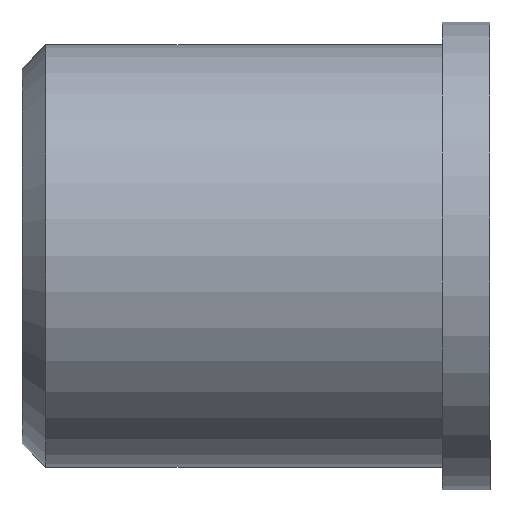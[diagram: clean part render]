
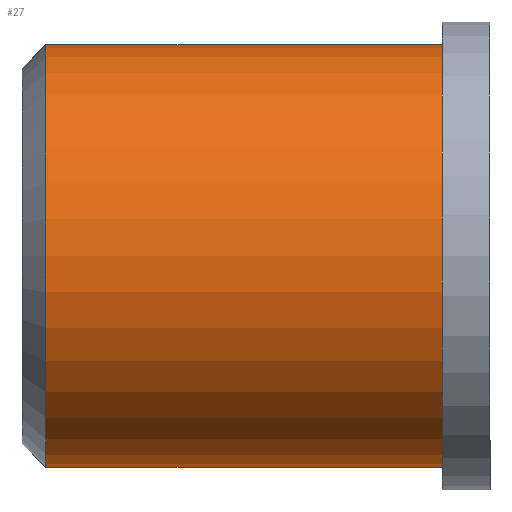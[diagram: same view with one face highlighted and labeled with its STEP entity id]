
A CAD part, top view. The second image highlights one B-rep face of the part: STEP entity #27.
In plain terms, the highlighted cylindrical face has radius 2.261 mm (diameter 4.521 mm), a partial arc.
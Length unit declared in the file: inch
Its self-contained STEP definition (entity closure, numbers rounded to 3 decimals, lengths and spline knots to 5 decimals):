
#3 = EDGE_CURVE ( 'NONE', #4, #29, #137, .T. ) ;
#4 = VERTEX_POINT ( 'NONE', #132 ) ;
#13 = EDGE_CURVE ( 'NONE', #32, #4, #115, .T. ) ;
#18 = ORIENTED_EDGE ( 'NONE', *, *, #13, .F. ) ;
#20 = ORIENTED_EDGE ( 'NONE', *, *, #3, .F. ) ;
#22 = EDGE_LOOP ( 'NONE', ( #25, #23, #20, #18 ) ) ;
#23 = ORIENTED_EDGE ( 'NONE', *, *, #24, .T. ) ;
#24 = EDGE_CURVE ( 'NONE', #33, #29, #155, .T. ) ;
#25 = ORIENTED_EDGE ( 'NONE', *, *, #30, .T. ) ;
#27 = ADVANCED_FACE ( 'NONE', ( #147 ), #146, .T. ) ;
#29 = VERTEX_POINT ( 'NONE', #141 ) ;
#30 = EDGE_CURVE ( 'NONE', #32, #33, #140, .T. ) ;
#32 = VERTEX_POINT ( 'NONE', #198 ) ;
#33 = VERTEX_POINT ( 'NONE', #197 ) ;
#112 = DIRECTION ( 'NONE',  ( 1., 0., 0. ) ) ;
#113 = VECTOR ( 'NONE', #112, 39.37008 ) ;
#114 = CARTESIAN_POINT ( 'NONE',  ( 0., 0.089, 0. ) ) ;
#115 = LINE ( 'NONE', #114, #113 ) ;
#132 = CARTESIAN_POINT ( 'NONE',  ( -0.02, 0.089, 0. ) ) ;
#133 = DIRECTION ( 'NONE',  ( 0., 1., 0. ) ) ;
#134 = DIRECTION ( 'NONE',  ( 1., 0., 0. ) ) ;
#135 = CARTESIAN_POINT ( 'NONE',  ( -0.02, 0., 0. ) ) ;
#136 = AXIS2_PLACEMENT_3D ( 'NONE', #135, #134, #133 ) ;
#137 = CIRCLE ( 'NONE', #136, 0.089 ) ;
#139 = AXIS2_PLACEMENT_3D ( 'NONE', #201, #200, #199 ) ;
#140 = CIRCLE ( 'NONE', #139, 0.089 ) ;
#141 = CARTESIAN_POINT ( 'NONE',  ( -0.02, -0.089, 0. ) ) ;
#142 = DIRECTION ( 'NONE',  ( 0., 1., 0. ) ) ;
#143 = DIRECTION ( 'NONE',  ( 1., 0., 0. ) ) ;
#144 = CARTESIAN_POINT ( 'NONE',  ( 0., 0., 0. ) ) ;
#145 = AXIS2_PLACEMENT_3D ( 'NONE', #144, #143, #142 ) ;
#146 = CYLINDRICAL_SURFACE ( 'NONE', #145, 0.089 ) ;
#147 = FACE_OUTER_BOUND ( 'NONE', #22, .T. ) ;
#152 = DIRECTION ( 'NONE',  ( 1., 0., 0. ) ) ;
#153 = VECTOR ( 'NONE', #152, 39.37008 ) ;
#154 = CARTESIAN_POINT ( 'NONE',  ( 0., -0.089, 0. ) ) ;
#155 = LINE ( 'NONE', #154, #153 ) ;
#197 = CARTESIAN_POINT ( 'NONE',  ( -0.187, -0.089, 0. ) ) ;
#198 = CARTESIAN_POINT ( 'NONE',  ( -0.187, 0.089, 0. ) ) ;
#199 = DIRECTION ( 'NONE',  ( 0., 1., 0. ) ) ;
#200 = DIRECTION ( 'NONE',  ( 1., 0., 0. ) ) ;
#201 = CARTESIAN_POINT ( 'NONE',  ( -0.187, 0., 0. ) ) ;
